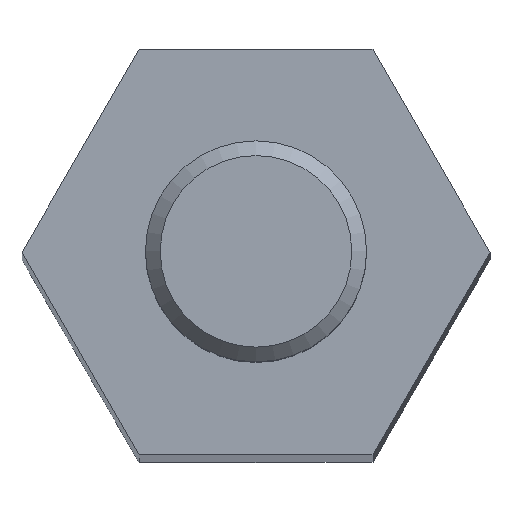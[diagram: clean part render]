
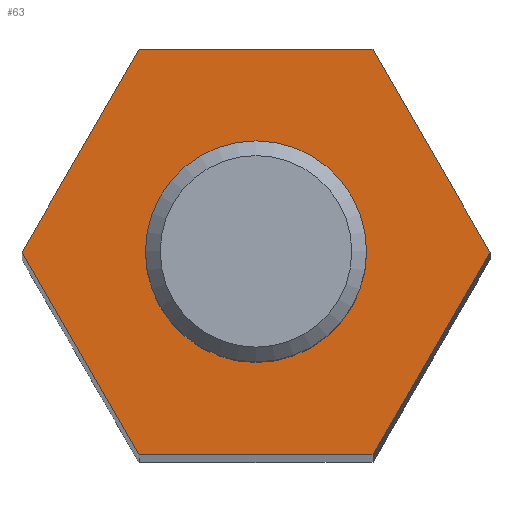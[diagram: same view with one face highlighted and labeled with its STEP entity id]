
A CAD part, top view. The second image highlights one B-rep face of the part: STEP entity #63.
In plain terms, the highlighted planar face has unit normal (0, 0, 1).
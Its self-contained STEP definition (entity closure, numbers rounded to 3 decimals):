
#63 = ADVANCED_FACE( '', ( #141, #142 ), #143, .T. );
#141 = FACE_BOUND( '', #235, .T. );
#142 = FACE_OUTER_BOUND( '', #236, .T. );
#143 = PLANE( '', #237 );
#235 = EDGE_LOOP( '', ( #347 ) );
#236 = EDGE_LOOP( '', ( #348, #349, #350, #351, #352, #353 ) );
#237 = AXIS2_PLACEMENT_3D( '', #354, #355, #356 );
#347 = ORIENTED_EDGE( '', *, *, #507, .T. );
#348 = ORIENTED_EDGE( '', *, *, #508, .T. );
#349 = ORIENTED_EDGE( '', *, *, #509, .T. );
#350 = ORIENTED_EDGE( '', *, *, #510, .T. );
#351 = ORIENTED_EDGE( '', *, *, #483, .T. );
#352 = ORIENTED_EDGE( '', *, *, #511, .T. );
#353 = ORIENTED_EDGE( '', *, *, #503, .T. );
#354 = CARTESIAN_POINT( '', ( 0., 0., 60. ) );
#355 = DIRECTION( '', ( 0., 0., 1. ) );
#356 = DIRECTION( '', ( 1., 0., 0. ) );
#483 = EDGE_CURVE( '', #553, #551, #554, .T. );
#503 = EDGE_CURVE( '', #585, #583, #586, .T. );
#507 = EDGE_CURVE( '', #591, #591, #592, .F. );
#508 = EDGE_CURVE( '', #583, #593, #594, .T. );
#509 = EDGE_CURVE( '', #593, #595, #596, .T. );
#510 = EDGE_CURVE( '', #595, #553, #597, .T. );
#511 = EDGE_CURVE( '', #551, #585, #598, .T. );
#551 = VERTEX_POINT( '', #653 );
#553 = VERTEX_POINT( '', #656 );
#554 = LINE( '', #657, #658 );
#583 = VERTEX_POINT( '', #714 );
#585 = VERTEX_POINT( '', #717 );
#586 = LINE( '', #718, #719 );
#591 = VERTEX_POINT( '', #730 );
#592 = CIRCLE( '', #731, 1.267 );
#593 = VERTEX_POINT( '', #732 );
#594 = LINE( '', #733, #734 );
#595 = VERTEX_POINT( '', #735 );
#596 = LINE( '', #736, #737 );
#597 = LINE( '', #738, #739 );
#598 = LINE( '', #740, #741 );
#653 = CARTESIAN_POINT( '', ( 1.588, -2.75, 60. ) );
#656 = CARTESIAN_POINT( '', ( -1.588, -2.75, 60. ) );
#657 = CARTESIAN_POINT( '', ( -1.588, -2.75, 60. ) );
#658 = VECTOR( '', #826, 1000. );
#714 = CARTESIAN_POINT( '', ( 1.588, 2.75, 60. ) );
#717 = CARTESIAN_POINT( '', ( 3.175, 0., 60. ) );
#718 = CARTESIAN_POINT( '', ( 3.175, 0., 60. ) );
#719 = VECTOR( '', #847, 1000. );
#730 = CARTESIAN_POINT( '', ( 1.267, 0., 60. ) );
#731 = AXIS2_PLACEMENT_3D( '', #849, #850, #851 );
#732 = CARTESIAN_POINT( '', ( -1.588, 2.75, 60. ) );
#733 = CARTESIAN_POINT( '', ( 1.588, 2.75, 60. ) );
#734 = VECTOR( '', #852, 1000. );
#735 = CARTESIAN_POINT( '', ( -3.175, 0., 60. ) );
#736 = CARTESIAN_POINT( '', ( -1.588, 2.75, 60. ) );
#737 = VECTOR( '', #853, 1000. );
#738 = CARTESIAN_POINT( '', ( -3.175, 0., 60. ) );
#739 = VECTOR( '', #854, 1000. );
#740 = CARTESIAN_POINT( '', ( 1.588, -2.75, 60. ) );
#741 = VECTOR( '', #855, 1000. );
#826 = DIRECTION( '', ( 1., 0., 0. ) );
#847 = DIRECTION( '', ( -0.5, 0.866, 0. ) );
#849 = CARTESIAN_POINT( '', ( 0., 0., 60. ) );
#850 = DIRECTION( '', ( 0., 0., 1. ) );
#851 = DIRECTION( '', ( 1., 0., 0. ) );
#852 = DIRECTION( '', ( -1., 0., 0. ) );
#853 = DIRECTION( '', ( -0.5, -0.866, 0. ) );
#854 = DIRECTION( '', ( 0.5, -0.866, 0. ) );
#855 = DIRECTION( '', ( 0.5, 0.866, 0. ) );
